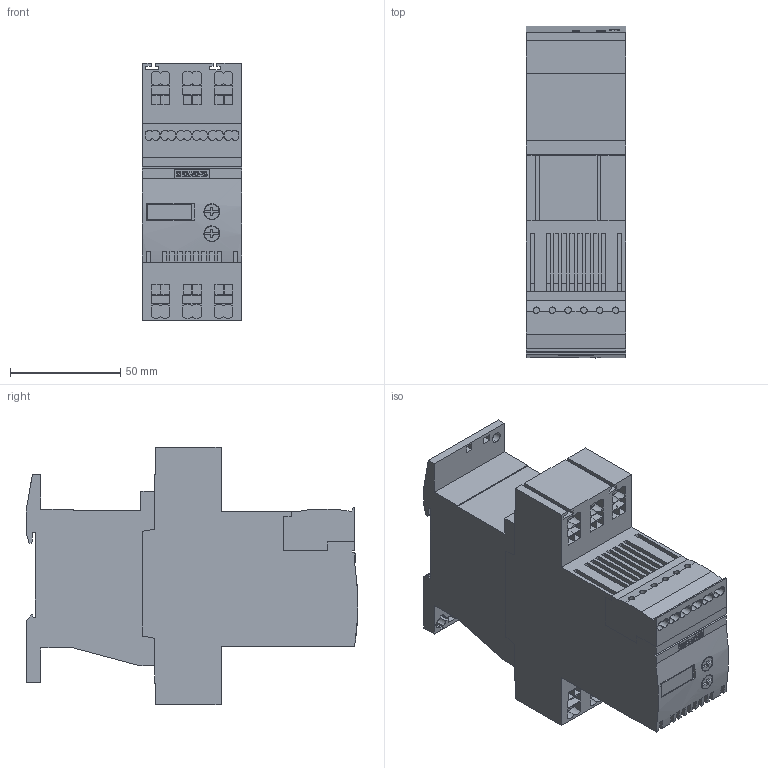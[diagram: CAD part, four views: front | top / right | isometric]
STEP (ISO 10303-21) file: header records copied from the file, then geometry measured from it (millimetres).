
FILE_DESCRIPTION(('no description'),'unknown implementation level');
FILE_NAME('3RW3013_00002706_002_ALL.stp',' ',('SIEMENS A&D'),('ccLab - KiM Gmbh - www.kimweb.de'),'unknown preprocess','ACIS','unknown authorization');
FILE_SCHEMA(('automotive_design'));
Length unit declared in the file: millimetre
Products named in the file (3): 1; 2; 3
Bounding box: 45 x 150.81 x 117.2 mm (x, y, z)
Volume: 491983.2 mm3; surface area: 79243.9 mm2
Topology: 3 solids, 3 shells, 606 faces, 1658 edges, 1104 vertices
Faces by surface type: plane 478, cylinder 124, torus 4
Entity records: 37936 total; most frequent: CARTESIAN_POINT 3503, STYLED_ITEM 3371, PRESENTATION_STYLE_ASSIGNMENT 3371, COLOUR_RGB 3371, ORIENTED_EDGE 3316, DIRECTION 3158, EDGE_CURVE 1658, CURVE_STYLE 1658
